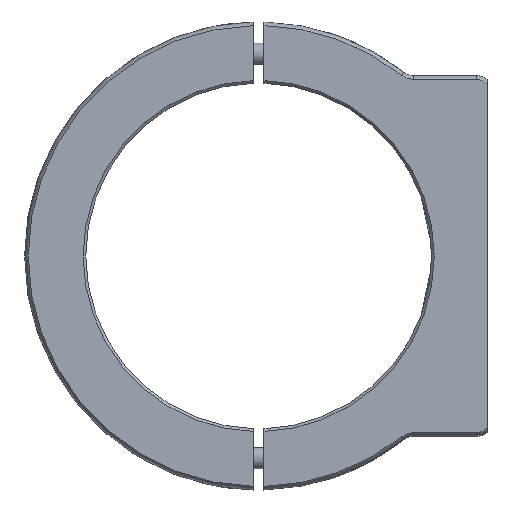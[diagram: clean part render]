
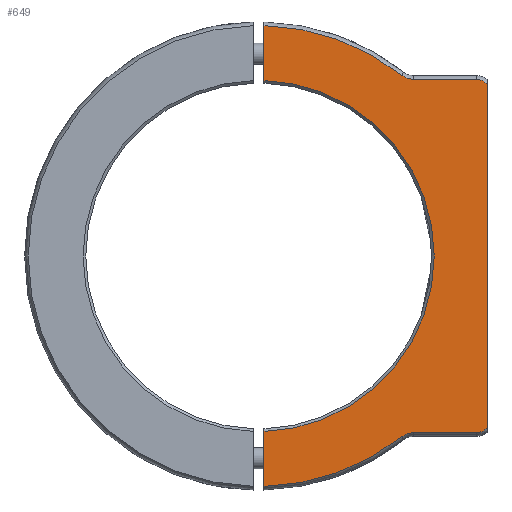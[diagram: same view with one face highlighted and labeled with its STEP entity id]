
A CAD part, left-side view. The second image highlights one B-rep face of the part: STEP entity #649.
In plain terms, the highlighted planar face has unit normal (-1, 0, 0).
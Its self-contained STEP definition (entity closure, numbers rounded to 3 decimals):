
#406=FACE_OUTER_BOUND('',#1946,.T.);
#649=ADVANCED_FACE('',(#406),#879,.T.);
#879=PLANE('',#5841);
#1391=LINE('',#8792,#1581);
#1392=LINE('',#8794,#1582);
#1393=LINE('',#8800,#1583);
#1394=LINE('',#8804,#1584);
#1395=LINE('',#8808,#1585);
#1581=VECTOR('',#6546,1.);
#1582=VECTOR('',#6547,1.);
#1583=VECTOR('',#6552,1.);
#1584=VECTOR('',#6555,1.);
#1585=VECTOR('',#6558,1.);
#1946=EDGE_LOOP('',(#2565,#2566,#2567,#2568,#2569,#2570,#2571,#2572,#2573,
#2574,#2575,#2576));
#2565=ORIENTED_EDGE('',*,*,#4782,.T.);
#2566=ORIENTED_EDGE('',*,*,#4781,.T.);
#2567=ORIENTED_EDGE('',*,*,#4783,.T.);
#2568=ORIENTED_EDGE('',*,*,#4784,.F.);
#2569=ORIENTED_EDGE('',*,*,#4785,.F.);
#2570=ORIENTED_EDGE('',*,*,#4786,.F.);
#2571=ORIENTED_EDGE('',*,*,#4787,.F.);
#2572=ORIENTED_EDGE('',*,*,#4788,.T.);
#2573=ORIENTED_EDGE('',*,*,#4789,.F.);
#2574=ORIENTED_EDGE('',*,*,#4790,.F.);
#2575=ORIENTED_EDGE('',*,*,#4791,.F.);
#2576=ORIENTED_EDGE('',*,*,#4792,.F.);
#4049=VERTEX_POINT('',#8782);
#4051=VERTEX_POINT('',#8789);
#4052=VERTEX_POINT('',#8793);
#4053=VERTEX_POINT('',#8795);
#4054=VERTEX_POINT('',#8797);
#4055=VERTEX_POINT('',#8799);
#4056=VERTEX_POINT('',#8801);
#4057=VERTEX_POINT('',#8803);
#4058=VERTEX_POINT('',#8805);
#4059=VERTEX_POINT('',#8807);
#4060=VERTEX_POINT('',#8809);
#4061=VERTEX_POINT('',#8811);
#4781=EDGE_CURVE('',#4049,#4051,#5527,.T.);
#4782=EDGE_CURVE('',#4052,#4049,#1391,.T.);
#4783=EDGE_CURVE('',#4051,#4053,#1392,.T.);
#4784=EDGE_CURVE('',#4054,#4053,#5528,.T.);
#4785=EDGE_CURVE('',#4055,#4054,#5529,.T.);
#4786=EDGE_CURVE('',#4056,#4055,#1393,.T.);
#4787=EDGE_CURVE('',#4057,#4056,#5530,.T.);
#4788=EDGE_CURVE('',#4057,#4058,#1394,.T.);
#4789=EDGE_CURVE('',#4059,#4058,#5531,.T.);
#4790=EDGE_CURVE('',#4060,#4059,#1395,.T.);
#4791=EDGE_CURVE('',#4061,#4060,#5532,.T.);
#4792=EDGE_CURVE('',#4052,#4061,#5533,.T.);
#5527=CIRCLE('',#5833,33.);
#5528=CIRCLE('',#5835,43.323);
#5529=CIRCLE('',#5836,3.677);
#5530=CIRCLE('',#5837,2.323);
#5531=CIRCLE('',#5838,2.323);
#5532=CIRCLE('',#5839,3.677);
#5533=CIRCLE('',#5840,43.323);
#5833=AXIS2_PLACEMENT_3D('',#8790,#6542,#6543);
#5835=AXIS2_PLACEMENT_3D('',#8796,#6548,#6549);
#5836=AXIS2_PLACEMENT_3D('',#8798,#6550,#6551);
#5837=AXIS2_PLACEMENT_3D('',#8802,#6553,#6554);
#5838=AXIS2_PLACEMENT_3D('',#8806,#6556,#6557);
#5839=AXIS2_PLACEMENT_3D('',#8810,#6559,#6560);
#5840=AXIS2_PLACEMENT_3D('',#8812,#6561,#6562);
#5841=AXIS2_PLACEMENT_3D('',#8813,#6563,#6564);
#6542=DIRECTION('',(1.,0.,0.));
#6543=DIRECTION('',(0.,0.,1.));
#6546=DIRECTION('',(0.,0.,-1.));
#6547=DIRECTION('',(0.,0.,-1.));
#6548=DIRECTION('',(1.,0.,0.));
#6549=DIRECTION('',(0.,0.,1.));
#6550=DIRECTION('',(-1.,0.,0.));
#6551=DIRECTION('',(0.,0.,-1.));
#6552=DIRECTION('',(0.,1.,0.));
#6553=DIRECTION('',(1.,0.,0.));
#6554=DIRECTION('',(0.,0.,1.));
#6555=DIRECTION('',(0.,0.,1.));
#6556=DIRECTION('',(1.,0.,0.));
#6557=DIRECTION('',(0.,0.,1.));
#6558=DIRECTION('',(0.,-1.,0.));
#6559=DIRECTION('',(-1.,0.,0.));
#6560=DIRECTION('',(0.,0.,-1.));
#6561=DIRECTION('',(1.,0.,0.));
#6562=DIRECTION('',(0.,0.,1.));
#6563=DIRECTION('',(-1.,0.,0.));
#6564=DIRECTION('',(0.,0.,1.));
#8782=CARTESIAN_POINT('',(0.5,-1.,32.985));
#8789=CARTESIAN_POINT('',(0.5,-1.,-32.985));
#8790=CARTESIAN_POINT('',(0.5,0.,0.));
#8792=CARTESIAN_POINT('',(0.5,-1.,50.));
#8793=CARTESIAN_POINT('',(0.5,-1.,43.311));
#8794=CARTESIAN_POINT('',(0.5,-1.,50.));
#8795=CARTESIAN_POINT('',(0.5,-1.,-43.311));
#8796=CARTESIAN_POINT('',(0.5,0.,0.));
#8797=CARTESIAN_POINT('',(0.5,-26.832,-34.013));
#8798=CARTESIAN_POINT('',(0.5,-29.11,-36.9));
#8799=CARTESIAN_POINT('',(0.5,-29.11,-33.223));
#8800=CARTESIAN_POINT('',(0.5,-41.,-33.223));
#8801=CARTESIAN_POINT('',(0.5,-41.,-33.223));
#8802=CARTESIAN_POINT('',(0.5,-41.,-30.9));
#8803=CARTESIAN_POINT('',(0.5,-43.,-32.081));
#8804=CARTESIAN_POINT('',(0.5,-43.,-35.));
#8805=CARTESIAN_POINT('',(0.5,-43.,32.081));
#8806=CARTESIAN_POINT('',(0.5,-41.,30.9));
#8807=CARTESIAN_POINT('',(0.5,-41.,33.223));
#8808=CARTESIAN_POINT('',(0.5,-29.11,33.223));
#8809=CARTESIAN_POINT('',(0.5,-29.11,33.223));
#8810=CARTESIAN_POINT('',(0.5,-29.11,36.9));
#8811=CARTESIAN_POINT('',(0.5,-26.832,34.013));
#8812=CARTESIAN_POINT('',(0.5,0.,0.));
#8813=CARTESIAN_POINT('',(0.5,-21.5,0.));
